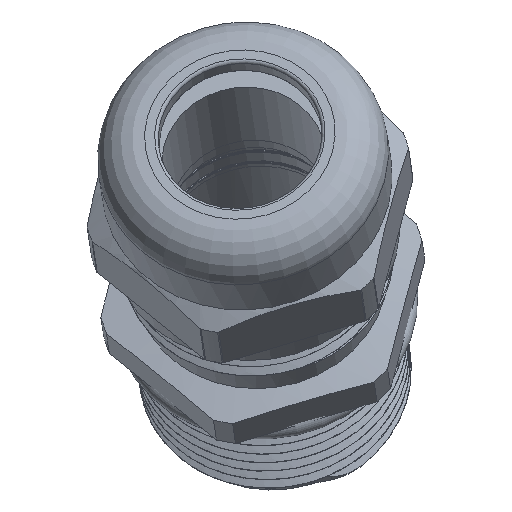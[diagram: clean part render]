
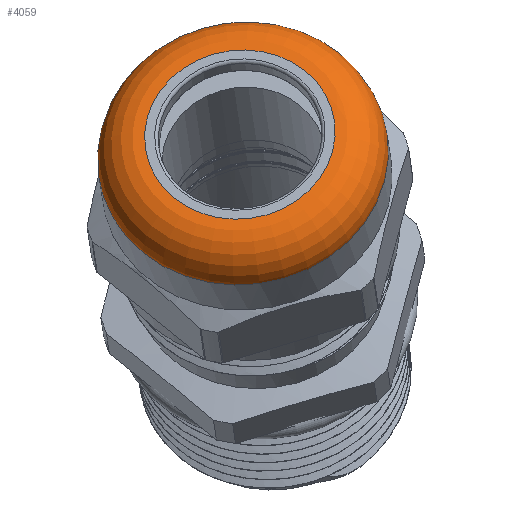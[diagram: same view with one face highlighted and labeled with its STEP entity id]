
A CAD part, left-side view. The second image highlights one B-rep face of the part: STEP entity #4059.
In plain terms, the highlighted toroidal (fillet/blend) face has major radius 7.389 mm and minor radius 3.451 mm.
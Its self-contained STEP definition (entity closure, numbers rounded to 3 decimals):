
#887=FACE_BOUND('',#1236,.T.);
#976=FACE_OUTER_BOUND('',#1235,.T.);
#1235=EDGE_LOOP('',(#2968));
#1236=EDGE_LOOP('',(#2969));
#1504=CIRCLE('',#4346,7.11);
#1534=CIRCLE('',#4420,10.84);
#1761=VERTEX_POINT('',#6180);
#1822=VERTEX_POINT('',#7637);
#2177=EDGE_CURVE('',#1761,#1761,#1504,.T.);
#2268=EDGE_CURVE('',#1822,#1822,#1534,.T.);
#2968=ORIENTED_EDGE('',*,*,#2268,.F.);
#2969=ORIENTED_EDGE('',*,*,#2177,.T.);
#3998=TOROIDAL_SURFACE('',#4419,7.389,3.451);
#4059=ADVANCED_FACE('',(#976,#887),#3998,.T.);
#4346=AXIS2_PLACEMENT_3D('',#6181,#4884,#4885);
#4419=AXIS2_PLACEMENT_3D('',#7636,#5063,#5064);
#4420=AXIS2_PLACEMENT_3D('',#7638,#5065,#5066);
#4884=DIRECTION('center_axis',(1.,0.,0.));
#4885=DIRECTION('ref_axis',(0.,0.,-1.));
#5063=DIRECTION('center_axis',(1.,0.,0.));
#5064=DIRECTION('ref_axis',(0.,0.,-1.));
#5065=DIRECTION('center_axis',(1.,0.,0.));
#5066=DIRECTION('ref_axis',(0.,0.,-1.));
#6180=CARTESIAN_POINT('',(-15.56,7.11,0.));
#6181=CARTESIAN_POINT('Origin',(-15.56,0.,0.));
#7636=CARTESIAN_POINT('Origin',(-12.12,0.,0.));
#7637=CARTESIAN_POINT('',(-12.12,10.84,0.));
#7638=CARTESIAN_POINT('Origin',(-12.12,0.,0.));
